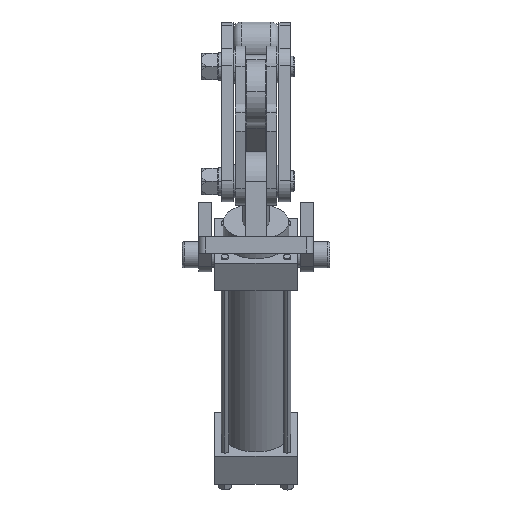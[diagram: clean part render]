
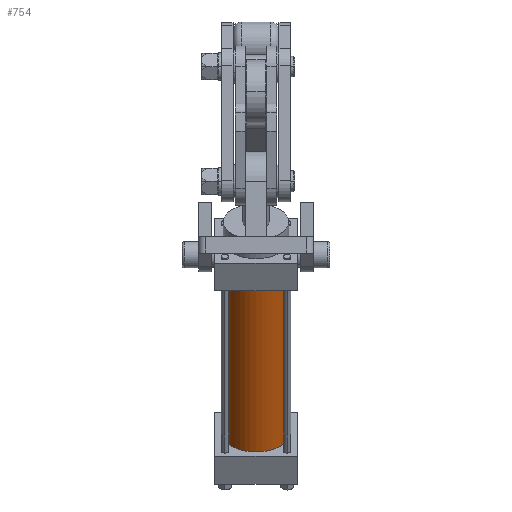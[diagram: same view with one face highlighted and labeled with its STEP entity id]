
A CAD part, left-side view. The second image highlights one B-rep face of the part: STEP entity #754.
In plain terms, the highlighted cylindrical face has radius 20 mm (diameter 40 mm), a partial arc.
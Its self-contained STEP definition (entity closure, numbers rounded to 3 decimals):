
#754 = ADVANCED_FACE ( 'NONE', ( #16153 ), #16157, .T. ) ;
#6255 = EDGE_CURVE ( 'NONE', #8656, #8589, #16889, .T. ) ;
#6257 = EDGE_CURVE ( 'NONE', #8584, #8213, #16891, .T. ) ;
#6276 = EDGE_CURVE ( 'NONE', #8584, #8656, #16924, .T. ) ;
#6277 = EDGE_CURVE ( 'NONE', #8589, #8213, #16925, .T. ) ;
#7768 = EDGE_LOOP ( 'NONE', ( #7810, #7864, #7916, #7963 ) ) ;
#7810 = ORIENTED_EDGE ( 'NONE', *, *, #6255, .F. ) ;
#7864 = ORIENTED_EDGE ( 'NONE', *, *, #6276, .F. ) ;
#7916 = ORIENTED_EDGE ( 'NONE', *, *, #6257, .T. ) ;
#7963 = ORIENTED_EDGE ( 'NONE', *, *, #6277, .F. ) ;
#8213 = VERTEX_POINT ( 'NONE', #31006 ) ;
#8584 = VERTEX_POINT ( 'NONE', #31354 ) ;
#8589 = VERTEX_POINT ( 'NONE', #31359 ) ;
#8656 = VERTEX_POINT ( 'NONE', #31426 ) ;
#13509 = AXIS2_PLACEMENT_3D ( 'NONE', #15152, #15151, #15148 ) ;
#13770 = AXIS2_PLACEMENT_3D ( 'NONE', #21996, #21997, #21998 ) ;
#13771 = AXIS2_PLACEMENT_3D ( 'NONE', #21999, #22000, #22001 ) ;
#15148 = DIRECTION ( 'NONE',  ( 0., 0., 1. ) ) ;
#15151 = DIRECTION ( 'NONE',  ( -1., 0., 0. ) ) ;
#15152 = CARTESIAN_POINT ( 'NONE',  ( 0., 0., 0. ) ) ;
#16153 = FACE_OUTER_BOUND ( 'NONE', #7768, .T. ) ;
#16157 = CYLINDRICAL_SURFACE ( 'NONE', #13509, 20. ) ;
#16889 = LINE ( 'NONE', #21944, #16892 ) ;
#16891 = LINE ( 'NONE', #21951, #16895 ) ;
#16892 = VECTOR ( 'NONE', #21940, 1000. ) ;
#16895 = VECTOR ( 'NONE', #21948, 1000. ) ;
#16924 = CIRCLE ( 'NONE', #13770, 20. ) ;
#16925 = CIRCLE ( 'NONE', #13771, 20. ) ;
#21940 = DIRECTION ( 'NONE',  ( -1., 0., 0. ) ) ;
#21944 = CARTESIAN_POINT ( 'NONE',  ( 0., 0., -20. ) ) ;
#21948 = DIRECTION ( 'NONE',  ( -1., 0., 0. ) ) ;
#21951 = CARTESIAN_POINT ( 'NONE',  ( 0., 0., 20. ) ) ;
#21996 = CARTESIAN_POINT ( 'NONE',  ( 154., 0., 0. ) ) ;
#21997 = DIRECTION ( 'NONE',  ( 1., 0., 0. ) ) ;
#21998 = DIRECTION ( 'NONE',  ( 0., 0., -1. ) ) ;
#21999 = CARTESIAN_POINT ( 'NONE',  ( 34., 0., 0. ) ) ;
#22000 = DIRECTION ( 'NONE',  ( -1., 0., 0. ) ) ;
#22001 = DIRECTION ( 'NONE',  ( 0., -1., 0. ) ) ;
#31006 = CARTESIAN_POINT ( 'NONE',  ( 34., 0., 20. ) ) ;
#31354 = CARTESIAN_POINT ( 'NONE',  ( 154., 0., 20. ) ) ;
#31359 = CARTESIAN_POINT ( 'NONE',  ( 34., 0., -20. ) ) ;
#31426 = CARTESIAN_POINT ( 'NONE',  ( 154., 0., -20. ) ) ;
